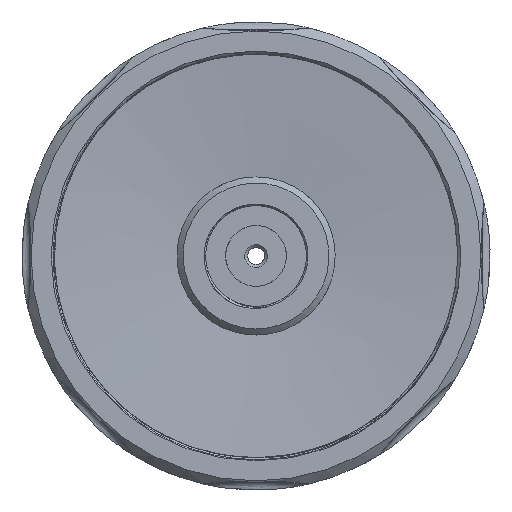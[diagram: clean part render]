
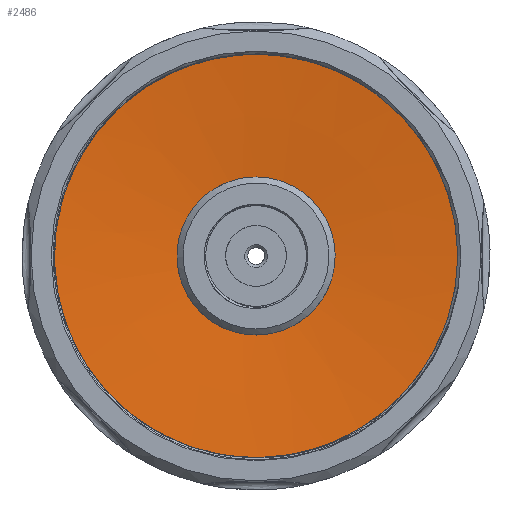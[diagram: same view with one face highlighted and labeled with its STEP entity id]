
A CAD part, top view. The second image highlights one B-rep face of the part: STEP entity #2486.
In plain terms, the highlighted conical face has half-angle 84.56 degrees and reference radius 34 mm.
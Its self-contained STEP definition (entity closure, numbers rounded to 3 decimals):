
#113=CONICAL_SURFACE('',#2784,34.,1.476);
#270=CIRCLE('',#2641,33.2);
#271=CIRCLE('',#2644,33.2);
#328=CIRCLE('',#2740,13.);
#965=ORIENTED_EDGE('',*,*,#1329,.T.);
#966=ORIENTED_EDGE('',*,*,#1233,.T.);
#967=ORIENTED_EDGE('',*,*,#1231,.T.);
#1231=EDGE_CURVE('',#1535,#1537,#270,.T.);
#1233=EDGE_CURVE('',#1537,#1535,#271,.T.);
#1329=EDGE_CURVE('',#1602,#1602,#328,.T.);
#1535=VERTEX_POINT('',#4858);
#1537=VERTEX_POINT('',#4993);
#1602=VERTEX_POINT('',#5300);
#2081=EDGE_LOOP('',(#965));
#2082=EDGE_LOOP('',(#966,#967));
#2266=FACE_BOUND('',#2081,.T.);
#2267=FACE_BOUND('',#2082,.T.);
#2486=ADVANCED_FACE('',(#2266,#2267),#113,.F.);
#2641=AXIS2_PLACEMENT_3D('',#4994,#3080,#3081);
#2644=AXIS2_PLACEMENT_3D('',#4998,#3087,#3088);
#2740=AXIS2_PLACEMENT_3D('',#5299,#3303,#3304);
#2784=AXIS2_PLACEMENT_3D('',#6489,#3438,#3439);
#3080=DIRECTION('',(0.,0.,1.));
#3081=DIRECTION('',(1.,0.,0.));
#3087=DIRECTION('',(0.,0.,1.));
#3088=DIRECTION('',(1.,0.,0.));
#3303=DIRECTION('',(0.,0.,-1.));
#3304=DIRECTION('',(0.,1.,0.));
#3438=DIRECTION('',(0.,0.,1.));
#3439=DIRECTION('',(1.,0.,0.));
#4858=CARTESIAN_POINT('',(-12.712,30.67,4.674));
#4993=CARTESIAN_POINT('',(33.2,0.,4.674));
#4994=CARTESIAN_POINT('',(0.,0.,4.674));
#4998=CARTESIAN_POINT('',(0.,0.,4.674));
#5299=CARTESIAN_POINT('',(0.,0.,2.75));
#5300=CARTESIAN_POINT('',(0.,13.,2.75));
#6489=CARTESIAN_POINT('',(0.,0.,4.75));
